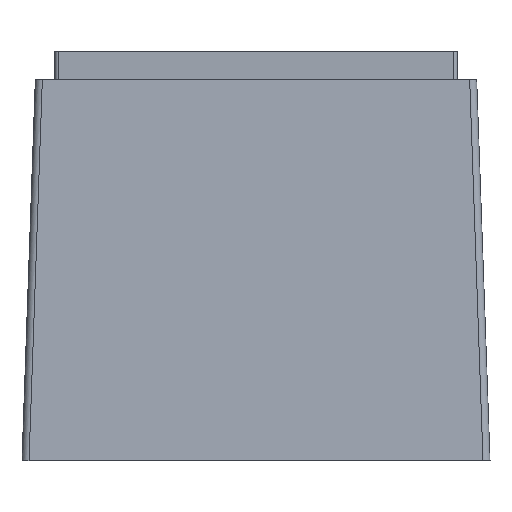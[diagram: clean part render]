
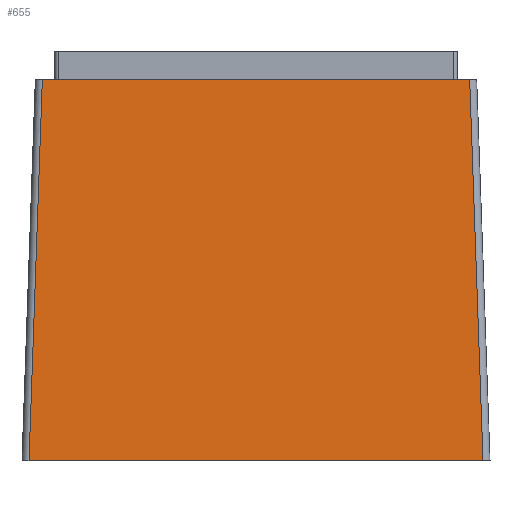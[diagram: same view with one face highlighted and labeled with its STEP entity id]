
A CAD part, front view. The second image highlights one B-rep face of the part: STEP entity #655.
In plain terms, the highlighted planar face has unit normal (0, -0.999, 0.035).
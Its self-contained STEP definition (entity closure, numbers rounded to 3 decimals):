
#635=AXIS2_PLACEMENT_3D('Plane Axis2P3D',#632,#633,#634) ;
#367=CARTESIAN_POINT('Vertex',(19.7,0.,0.)) ;
#370=CARTESIAN_POINT('Line Origine',(10.,0.,0.)) ;
#374=CARTESIAN_POINT('Vertex',(0.3,0.,0.)) ;
#609=CARTESIAN_POINT('Line Origine',(20.496,-0.796,-22.803)) ;
#613=CARTESIAN_POINT('Vertex',(19.131,0.569,16.3)) ;
#632=CARTESIAN_POINT('Axis2P3D Location',(0.,0.,0.)) ;
#637=CARTESIAN_POINT('Line Origine',(10.,0.569,16.3)) ;
#641=CARTESIAN_POINT('Vertex',(0.869,0.569,16.3)) ;
#644=CARTESIAN_POINT('Line Origine',(0.584,0.285,8.15)) ;
#371=DIRECTION('Vector Direction',(-1.,0.,0.)) ;
#610=DIRECTION('Vector Direction',(-0.035,0.035,0.999)) ;
#633=DIRECTION('Axis2P3D Direction',(0.,-0.999,0.035)) ;
#634=DIRECTION('Axis2P3D XDirection',(1.,0.,0.)) ;
#638=DIRECTION('Vector Direction',(-1.,0.,0.)) ;
#645=DIRECTION('Vector Direction',(0.035,0.035,0.999)) ;
#372=VECTOR('Line Direction',#371,1.) ;
#611=VECTOR('Line Direction',#610,1.) ;
#639=VECTOR('Line Direction',#638,1.) ;
#646=VECTOR('Line Direction',#645,1.) ;
#650=ORIENTED_EDGE('',*,*,#376,.F.) ;
#651=ORIENTED_EDGE('',*,*,#615,.T.) ;
#652=ORIENTED_EDGE('',*,*,#643,.T.) ;
#653=ORIENTED_EDGE('',*,*,#648,.F.) ;
#655=ADVANCED_FACE('2584040000_CABTITE_SE_11-12_SML_BK',(#654),#636,.T.) ;
#376=EDGE_CURVE('',#368,#375,#373,.T.) ;
#615=EDGE_CURVE('',#368,#614,#612,.T.) ;
#643=EDGE_CURVE('',#614,#642,#640,.T.) ;
#648=EDGE_CURVE('',#375,#642,#647,.T.) ;
#649=EDGE_LOOP('',(#650,#651,#652,#653)) ;
#654=FACE_OUTER_BOUND('',#649,.T.) ;
#373=LINE('Line',#370,#372) ;
#612=LINE('Line',#609,#611) ;
#640=LINE('Line',#637,#639) ;
#647=LINE('Line',#644,#646) ;
#636=PLANE('',#635) ;
#368=VERTEX_POINT('',#367) ;
#375=VERTEX_POINT('',#374) ;
#614=VERTEX_POINT('',#613) ;
#642=VERTEX_POINT('',#641) ;
